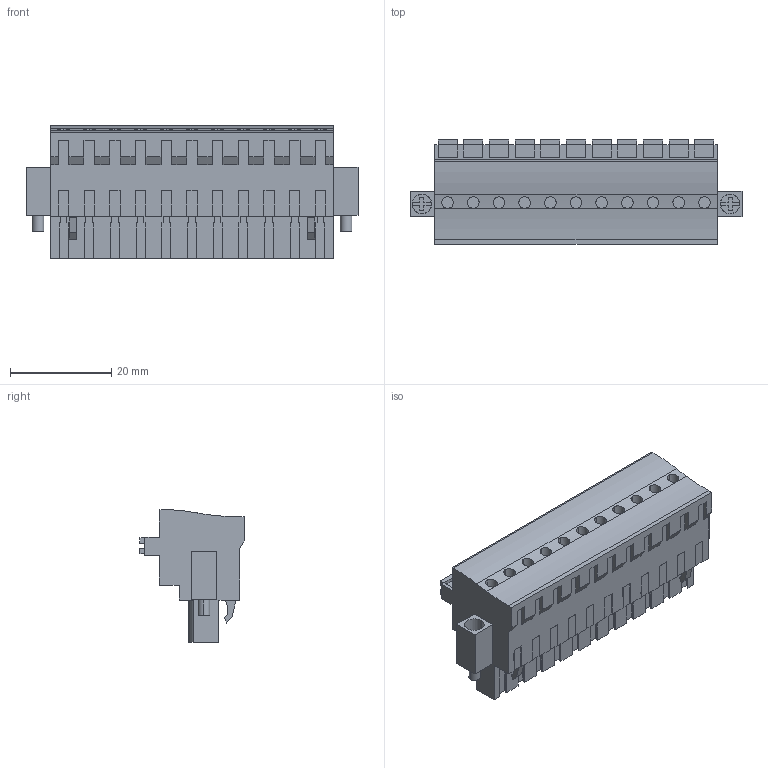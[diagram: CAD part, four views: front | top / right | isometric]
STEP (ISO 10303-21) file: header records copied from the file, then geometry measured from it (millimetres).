
FILE_DESCRIPTION(('CATIA V5 STEP Exchange','CAx-IF Rec.Pracs.--- Model Styling and Organization---1.2---2011-12-15'),'2;1');
FILE_NAME ('D1461181_0_1982980000_1982980000.stp','2017-10-30T15:24:53+00:00',('none'),('Weidmueller'),'CATIA Version 5-6 Release 2014','CATIA V5 STEP AP214','none');
FILE_SCHEMA(('AUTOMOTIVE_DESIGN { 1 0 10303 214 1 1 1 1 }'));
Length unit declared in the file: millimetre
Products named in the file (1): 1982980000
Bounding box: 65.68 x 20.64 x 26.24 mm (x, y, z)
Volume: 16910.4 mm3; surface area: 8812.2 mm2
Topology: 14 solids, 14 shells, 824 faces, 2276 edges, 1532 vertices
Faces by surface type: plane 691, cylinder 133
Entity records: 23885 total; most frequent: ORIENTED_EDGE 4552, CARTESIAN_POINT 4403, DIRECTION 3090, EDGE_CURVE 2276, VECTOR 2002, LINE 2002, VERTEX_POINT 1532, EDGE_LOOP 880
